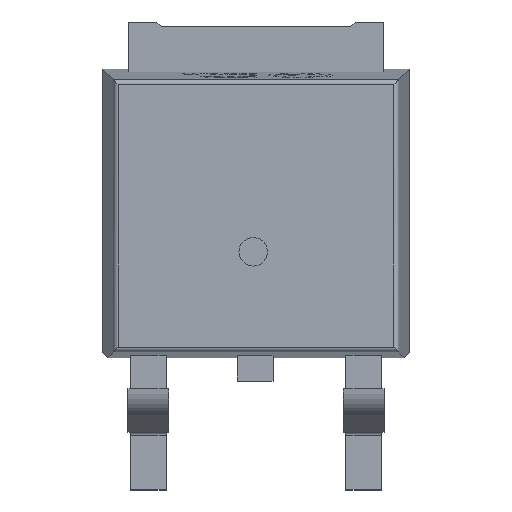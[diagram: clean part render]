
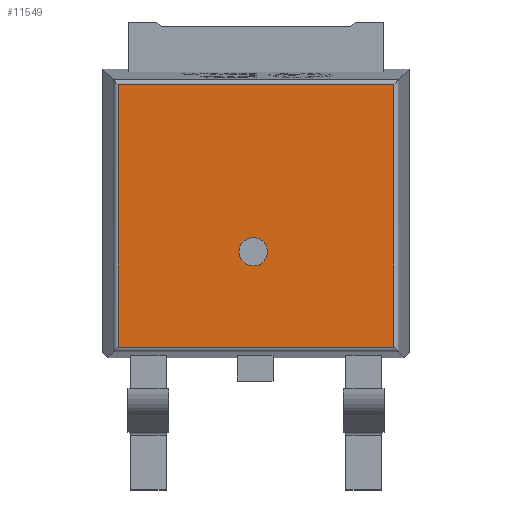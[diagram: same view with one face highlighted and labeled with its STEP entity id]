
A CAD part, top view. The second image highlights one B-rep face of the part: STEP entity #11549.
In plain terms, the highlighted planar face has unit normal (0, 0, 1).
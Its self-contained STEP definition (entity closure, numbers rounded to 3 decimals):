
#421 = ORIENTED_EDGE ( 'NONE', *, *, #14507, .T. ) ;
#1243 = VECTOR ( 'NONE', #14609, 1000. ) ;
#1472 = CARTESIAN_POINT ( 'NONE',  ( -2.918, 3.476, 2.23 ) ) ;
#1522 = CARTESIAN_POINT ( 'NONE',  ( -2.918, -2.084, 2.23 ) ) ;
#1587 = DIRECTION ( 'NONE',  ( 1., 0., 0. ) ) ;
#1800 = EDGE_CURVE ( 'NONE', #12885, #6888, #11987, .T. ) ;
#2467 = VECTOR ( 'NONE', #14527, 1000. ) ;
#2662 = AXIS2_PLACEMENT_3D ( 'NONE', #10842, #7243, #1587 ) ;
#2903 = VERTEX_POINT ( 'NONE', #5937 ) ;
#3243 = LINE ( 'NONE', #6908, #12218 ) ;
#3461 = EDGE_CURVE ( 'NONE', #6888, #12885, #5258, .T. ) ;
#3504 = EDGE_CURVE ( 'NONE', #9708, #9453, #10248, .T. ) ;
#3839 = FACE_OUTER_BOUND ( 'NONE', #12913, .T. ) ;
#4432 = DIRECTION ( 'NONE',  ( 1., 0., 0. ) ) ;
#5258 = CIRCLE ( 'NONE', #5986, 0.302 ) ;
#5307 = ORIENTED_EDGE ( 'NONE', *, *, #9497, .T. ) ;
#5853 = DIRECTION ( 'NONE',  ( 1., 0., 0. ) ) ;
#5937 = CARTESIAN_POINT ( 'NONE',  ( 2.918, 3.476, 2.23 ) ) ;
#5986 = AXIS2_PLACEMENT_3D ( 'NONE', #11297, #10320, #5853 ) ;
#6094 = ORIENTED_EDGE ( 'NONE', *, *, #3504, .T. ) ;
#6341 = ORIENTED_EDGE ( 'NONE', *, *, #7844, .T. ) ;
#6350 = LINE ( 'NONE', #6504, #1243 ) ;
#6504 = CARTESIAN_POINT ( 'NONE',  ( -2.918, 0.75, 2.23 ) ) ;
#6888 = VERTEX_POINT ( 'NONE', #10335 ) ;
#6908 = CARTESIAN_POINT ( 'NONE',  ( -3.008, 3.476, 2.23 ) ) ;
#7075 = EDGE_LOOP ( 'NONE', ( #9971, #8421 ) ) ;
#7243 = DIRECTION ( 'NONE',  ( 0., 0., 1. ) ) ;
#7342 = CARTESIAN_POINT ( 'NONE',  ( -0.059, -0.064, 2.23 ) ) ;
#7844 = EDGE_CURVE ( 'NONE', #2903, #8440, #3243, .T. ) ;
#8421 = ORIENTED_EDGE ( 'NONE', *, *, #3461, .F. ) ;
#8440 = VERTEX_POINT ( 'NONE', #1472 ) ;
#9453 = VERTEX_POINT ( 'NONE', #9900 ) ;
#9497 = EDGE_CURVE ( 'NONE', #8440, #9708, #6350, .T. ) ;
#9708 = VERTEX_POINT ( 'NONE', #1522 ) ;
#9900 = CARTESIAN_POINT ( 'NONE',  ( 2.918, -2.084, 2.23 ) ) ;
#9971 = ORIENTED_EDGE ( 'NONE', *, *, #1800, .F. ) ;
#10043 = LINE ( 'NONE', #14448, #2467 ) ;
#10248 = LINE ( 'NONE', #12647, #11744 ) ;
#10320 = DIRECTION ( 'NONE',  ( 0., 0., 1. ) ) ;
#10335 = CARTESIAN_POINT ( 'NONE',  ( -0.361, -0.064, 2.23 ) ) ;
#10842 = CARTESIAN_POINT ( 'NONE',  ( 0., 0.75, 2.23 ) ) ;
#11180 = CARTESIAN_POINT ( 'NONE',  ( 0.244, -0.064, 2.23 ) ) ;
#11297 = CARTESIAN_POINT ( 'NONE',  ( -0.059, -0.064, 2.23 ) ) ;
#11549 = ADVANCED_FACE ( 'NONE', ( #14125, #3839 ), #13118, .T. ) ;
#11744 = VECTOR ( 'NONE', #4432, 1000. ) ;
#11882 = DIRECTION ( 'NONE',  ( 0., 0., 1. ) ) ;
#11954 = DIRECTION ( 'NONE',  ( 1., 0., 0. ) ) ;
#11987 = CIRCLE ( 'NONE', #13663, 0.302 ) ;
#12218 = VECTOR ( 'NONE', #12432, 1000. ) ;
#12432 = DIRECTION ( 'NONE',  ( -1., 0., 0. ) ) ;
#12647 = CARTESIAN_POINT ( 'NONE',  ( 3.008, -2.084, 2.23 ) ) ;
#12885 = VERTEX_POINT ( 'NONE', #11180 ) ;
#12913 = EDGE_LOOP ( 'NONE', ( #6341, #5307, #6094, #421 ) ) ;
#13118 = PLANE ( 'NONE',  #2662 ) ;
#13663 = AXIS2_PLACEMENT_3D ( 'NONE', #7342, #11882, #11954 ) ;
#14125 = FACE_BOUND ( 'NONE', #7075, .T. ) ;
#14448 = CARTESIAN_POINT ( 'NONE',  ( 2.918, 0.75, 2.23 ) ) ;
#14507 = EDGE_CURVE ( 'NONE', #9453, #2903, #10043, .T. ) ;
#14527 = DIRECTION ( 'NONE',  ( 0., 1., 0. ) ) ;
#14609 = DIRECTION ( 'NONE',  ( 0., -1., 0. ) ) ;
